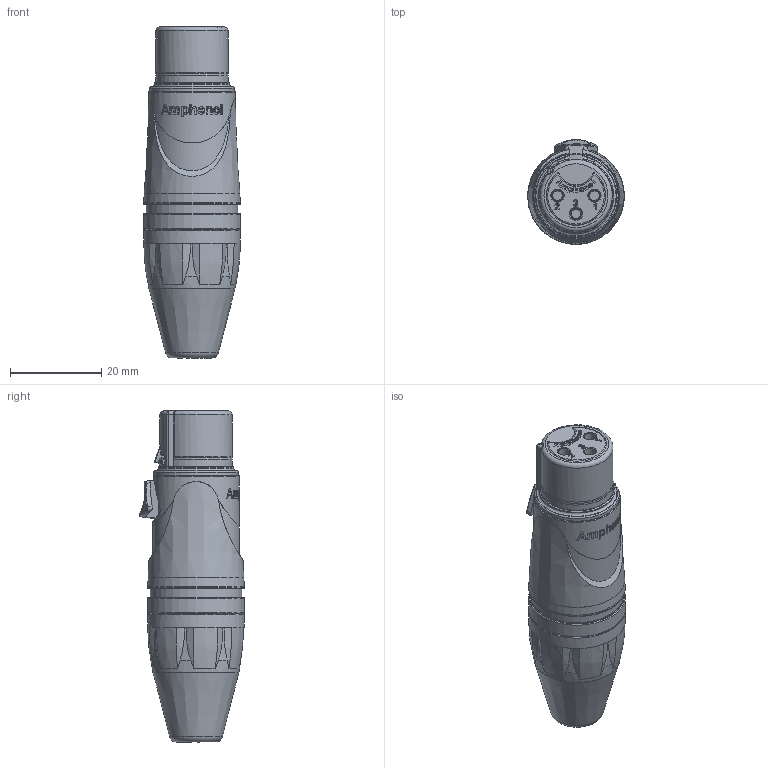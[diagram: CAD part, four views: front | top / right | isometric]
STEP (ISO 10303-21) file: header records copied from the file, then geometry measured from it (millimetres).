
FILE_DESCRIPTION(/* description */ ('CONNECTOR AX3F BIG CABLE CLAMP'),/* implementation_level */ '2;1');
FILE_NAME(/* name */ 'AXX3F.stp',/* time_stamp */ '2021-09-14T10:47:43+10:00',/* author */ ('Thien'),/* organization */ (''),/* preprocessor_version */ 'ST-DEVELOPER v18.1',/* originating_system */ 'Autodesk Inventor 2022',/* authorisation */ '');
FILE_SCHEMA (('AUTOMOTIVE_DESIGN { 1 0 10303 214 3 1 1 }'));
Length unit declared in the file: inch
Products named in the file (10): AX II female assy; 51560170-531; 51270204-530; 50300163-031; 52590058-331; 50440036-530; 50120016-831; Nut premold; 50260030-530; 53490034-330_Substitute_1
Assembly tree (11 placements, depth 3):
  AX II female assy
    51560170-531
      51270204-530
      50300163-031  x3
      52590058-331
    50440036-530
      50120016-831
      Nut premold
    50260030-530
    53490034-330_Substitute_1
Bounding box: 21.19 x 22.95 x 72.88 mm (x, y, z)
Volume: 12969 mm3; surface area: 20540.1 mm2
Topology: 13 solids, 13 shells, 1605 faces, 4477 edges, 2941 vertices
Faces by surface type: plane 692, cylinder 379, bspline 340, cone 115, torus 57, sphere 22
Full cylindrical faces by diameter (mm): 1.3 x1, 2.5 x4, 3 x1, 3.5 x3, 8.6 x2, 12 x2, 14.8 x1, 15.6 x2, 15.917 x9, 16.6 x1, 17 x8, 17.1 x1, 18.5 x1, 18.8 x1, 19 x1, 20.192 x1, 21.192 x2, 21.2 x1
Entity records: 73120 total; most frequent: CARTESIAN_POINT 38496, ORIENTED_EDGE 7866, DIRECTION 5735, EDGE_CURVE 3933, VERTEX_POINT 2592, AXIS2_PLACEMENT_3D 1979, LINE 1777, VECTOR 1777
